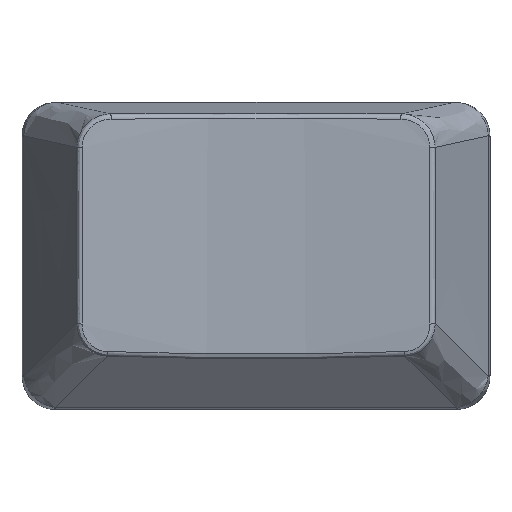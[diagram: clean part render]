
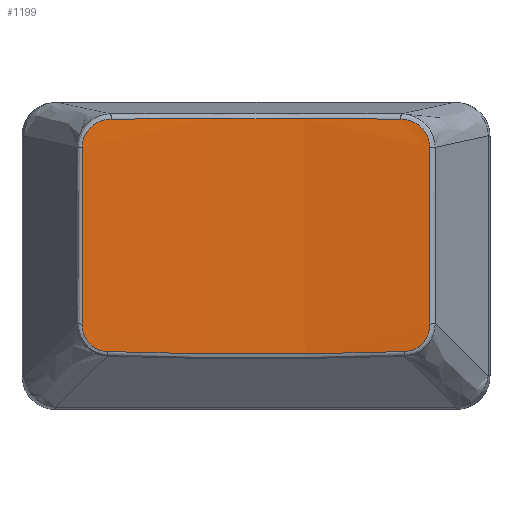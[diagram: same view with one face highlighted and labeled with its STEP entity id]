
A CAD part, top view. The second image highlights one B-rep face of the part: STEP entity #1199.
In plain terms, the highlighted free-form (B-spline) face has degree [1, 2] with [2, 3] control points.
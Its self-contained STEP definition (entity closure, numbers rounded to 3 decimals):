
#14=(
BOUNDED_SURFACE()
B_SPLINE_SURFACE(1,2,((#2777,#2778,#2779),(#2780,#2781,#2782)),
 .UNSPECIFIED.,.F.,.F.,.F.)
B_SPLINE_SURFACE_WITH_KNOTS((2,2),(3,3),(-0.069,0.067),
(-1.672,-1.47),.UNSPECIFIED.)
GEOMETRIC_REPRESENTATION_ITEM()
RATIONAL_B_SPLINE_SURFACE(((1.,0.995,1.),(1.,0.995,
1.)))
REPRESENTATION_ITEM('')
SURFACE()
);
#125=B_SPLINE_CURVE_WITH_KNOTS('',3,(#2491,#2492,#2493,#2494),
 .UNSPECIFIED.,.F.,.F.,(4,4),(0.,1.764),.UNSPECIFIED.);
#126=B_SPLINE_CURVE_WITH_KNOTS('',3,(#2522,#2523,#2524,#2525,#2526),
 .UNSPECIFIED.,.F.,.F.,(4,1,4),(0.,0.106,
0.247),.UNSPECIFIED.);
#127=B_SPLINE_CURVE_WITH_KNOTS('',3,(#2549,#2550,#2551,#2552),
 .UNSPECIFIED.,.F.,.F.,(4,4),(0.,1.045),.UNSPECIFIED.);
#129=B_SPLINE_CURVE_WITH_KNOTS('',3,(#2592,#2593,#2594,#2595,#2596,#2597),
 .UNSPECIFIED.,.F.,.F.,(4,1,1,4),(0.,0.076,
0.153,0.267),.UNSPECIFIED.);
#131=B_SPLINE_CURVE_WITH_KNOTS('',3,(#2625,#2626,#2627,#2628),
 .UNSPECIFIED.,.F.,.F.,(4,4),(0.,1.721),
 .UNSPECIFIED.);
#133=B_SPLINE_CURVE_WITH_KNOTS('',3,(#2662,#2663,#2664,#2665,#2666),
 .UNSPECIFIED.,.F.,.F.,(4,1,4),(0.,0.153,
0.267),.UNSPECIFIED.);
#135=B_SPLINE_CURVE_WITH_KNOTS('',3,(#2693,#2694,#2695,#2696),
 .UNSPECIFIED.,.F.,.F.,(4,4),(0.,1.045),
 .UNSPECIFIED.);
#136=B_SPLINE_CURVE_WITH_KNOTS('',3,(#2727,#2728,#2729,#2730,#2731,#2732),
 .UNSPECIFIED.,.F.,.F.,(4,1,1,4),(0.,0.106,
0.177,0.247),.UNSPECIFIED.);
#322=FACE_OUTER_BOUND('',#398,.T.);
#398=EDGE_LOOP('',(#980,#981,#982,#983,#984,#985,#986,#987));
#534=VERTEX_POINT('',#2487);
#535=VERTEX_POINT('',#2489);
#536=VERTEX_POINT('',#2520);
#537=VERTEX_POINT('',#2547);
#538=VERTEX_POINT('',#2583);
#540=VERTEX_POINT('',#2618);
#542=VERTEX_POINT('',#2654);
#544=VERTEX_POINT('',#2687);
#688=EDGE_CURVE('',#535,#534,#125,.T.);
#690=EDGE_CURVE('',#534,#536,#126,.T.);
#692=EDGE_CURVE('',#536,#537,#127,.T.);
#695=EDGE_CURVE('',#537,#538,#129,.T.);
#698=EDGE_CURVE('',#538,#540,#131,.T.);
#701=EDGE_CURVE('',#540,#542,#133,.T.);
#704=EDGE_CURVE('',#542,#544,#135,.T.);
#705=EDGE_CURVE('',#544,#535,#136,.T.);
#980=ORIENTED_EDGE('',*,*,#688,.F.);
#981=ORIENTED_EDGE('',*,*,#705,.F.);
#982=ORIENTED_EDGE('',*,*,#704,.F.);
#983=ORIENTED_EDGE('',*,*,#701,.F.);
#984=ORIENTED_EDGE('',*,*,#698,.F.);
#985=ORIENTED_EDGE('',*,*,#695,.F.);
#986=ORIENTED_EDGE('',*,*,#692,.F.);
#987=ORIENTED_EDGE('',*,*,#690,.F.);
#1199=ADVANCED_FACE('',(#322),#14,.T.);
#2487=CARTESIAN_POINT('',(-8.783,-5.668,7.98));
#2489=CARTESIAN_POINT('',(8.783,-5.668,7.98));
#2491=CARTESIAN_POINT('Ctrl Pts',(8.783,-5.668,7.98));
#2492=CARTESIAN_POINT('Ctrl Pts',(2.945,-5.873,7.474));
#2493=CARTESIAN_POINT('Ctrl Pts',(-2.945,-5.873,7.474));
#2494=CARTESIAN_POINT('Ctrl Pts',(-8.783,-5.668,7.98));
#2520=CARTESIAN_POINT('',(-10.287,-4.038,8.149));
#2522=CARTESIAN_POINT('Ctrl Pts',(-8.783,-5.668,7.98));
#2523=CARTESIAN_POINT('Ctrl Pts',(-9.134,-5.656,8.01));
#2524=CARTESIAN_POINT('Ctrl Pts',(-9.95,-5.344,8.091));
#2525=CARTESIAN_POINT('Ctrl Pts',(-10.287,-4.509,8.141));
#2526=CARTESIAN_POINT('Ctrl Pts',(-10.287,-4.038,8.149));
#2547=CARTESIAN_POINT('',(-10.284,6.409,8.331));
#2549=CARTESIAN_POINT('Ctrl Pts',(-10.287,-4.038,8.149));
#2550=CARTESIAN_POINT('Ctrl Pts',(-10.286,-0.556,
8.21));
#2551=CARTESIAN_POINT('Ctrl Pts',(-10.285,2.927,8.271));
#2552=CARTESIAN_POINT('Ctrl Pts',(-10.284,6.409,8.331));
#2583=CARTESIAN_POINT('',(-8.57,8.083,8.202));
#2592=CARTESIAN_POINT('Ctrl Pts',(-10.284,6.409,8.331));
#2593=CARTESIAN_POINT('Ctrl Pts',(-10.284,6.664,8.336));
#2594=CARTESIAN_POINT('Ctrl Pts',(-10.164,7.172,8.332));
#2595=CARTESIAN_POINT('Ctrl Pts',(-9.58,7.872,8.287));
#2596=CARTESIAN_POINT('Ctrl Pts',(-8.949,8.08,8.234));
#2597=CARTESIAN_POINT('Ctrl Pts',(-8.57,8.083,8.202));
#2618=CARTESIAN_POINT('',(8.57,8.083,8.202));
#2625=CARTESIAN_POINT('Ctrl Pts',(-8.57,8.083,8.202));
#2626=CARTESIAN_POINT('Ctrl Pts',(-2.87,8.125,7.724));
#2627=CARTESIAN_POINT('Ctrl Pts',(2.87,8.125,7.724));
#2628=CARTESIAN_POINT('Ctrl Pts',(8.57,8.083,8.202));
#2654=CARTESIAN_POINT('',(10.284,6.409,8.331));
#2662=CARTESIAN_POINT('Ctrl Pts',(8.57,8.083,8.202));
#2663=CARTESIAN_POINT('Ctrl Pts',(9.075,8.079,8.244));
#2664=CARTESIAN_POINT('Ctrl Pts',(9.958,7.68,8.32));
#2665=CARTESIAN_POINT('Ctrl Pts',(10.284,6.791,8.338));
#2666=CARTESIAN_POINT('Ctrl Pts',(10.284,6.409,8.331));
#2687=CARTESIAN_POINT('',(10.287,-4.038,8.149));
#2693=CARTESIAN_POINT('Ctrl Pts',(10.284,6.409,8.331));
#2694=CARTESIAN_POINT('Ctrl Pts',(10.285,2.927,8.271));
#2695=CARTESIAN_POINT('Ctrl Pts',(10.286,-0.556,8.21));
#2696=CARTESIAN_POINT('Ctrl Pts',(10.287,-4.038,8.149));
#2727=CARTESIAN_POINT('Ctrl Pts',(10.287,-4.038,8.149));
#2728=CARTESIAN_POINT('Ctrl Pts',(10.287,-4.391,8.143));
#2729=CARTESIAN_POINT('Ctrl Pts',(10.115,-4.985,8.115));
#2730=CARTESIAN_POINT('Ctrl Pts',(9.482,-5.542,8.044));
#2731=CARTESIAN_POINT('Ctrl Pts',(9.017,-5.66,8.));
#2732=CARTESIAN_POINT('Ctrl Pts',(8.783,-5.668,7.98));
#2777=CARTESIAN_POINT('Ctrl Pts',(10.287,-5.838,8.118));
#2778=CARTESIAN_POINT('Ctrl Pts',(0.,-5.82,
7.079));
#2779=CARTESIAN_POINT('Ctrl Pts',(-10.287,-5.838,8.118));
#2780=CARTESIAN_POINT('Ctrl Pts',(10.287,8.114,8.361));
#2781=CARTESIAN_POINT('Ctrl Pts',(0.,8.132,
7.323));
#2782=CARTESIAN_POINT('Ctrl Pts',(-10.287,8.114,8.361));
